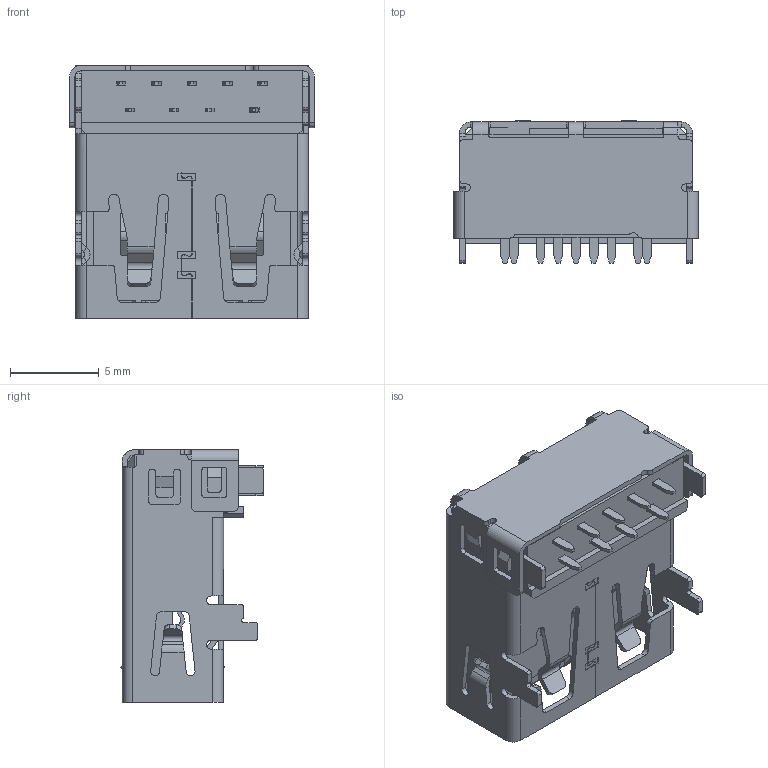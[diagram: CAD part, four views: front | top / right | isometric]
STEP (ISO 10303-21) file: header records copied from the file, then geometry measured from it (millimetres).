
FILE_DESCRIPTION(('STEP AP242'),'1');
FILE_NAME('48393-0003.stp','2021-01-29T07:53:16',('TraceParts'),('TraceParts S.A.'),'Spatial InterOp 3D',' ',' ');
FILE_SCHEMA(('AP242_MANAGED_MODEL_BASED_3D_ENGINEERING_MIM_LF {1 0 10303 442 1 1 4}'));
Length unit declared in the file: millimetre
Products named in the file (1): 48393-0003_1
Bounding box: 13.8 x 8.04 x 14.25 mm (x, y, z)
Volume: 624.5 mm3; surface area: 1441.7 mm2
Topology: 1 solids, 1 shells, 721 faces, 2044 edges, 1361 vertices
Faces by surface type: plane 489, cylinder 200, bspline 24, cone 4, extrusion 4
Entity records: 24299 total; most frequent: CARTESIAN_POINT 5404, ORIENTED_EDGE 4016, DIRECTION 3757, EDGE_CURVE 2008, VECTOR 1601, LINE 1597, VERTEX_POINT 1293, AXIS2_PLACEMENT_3D 1078
